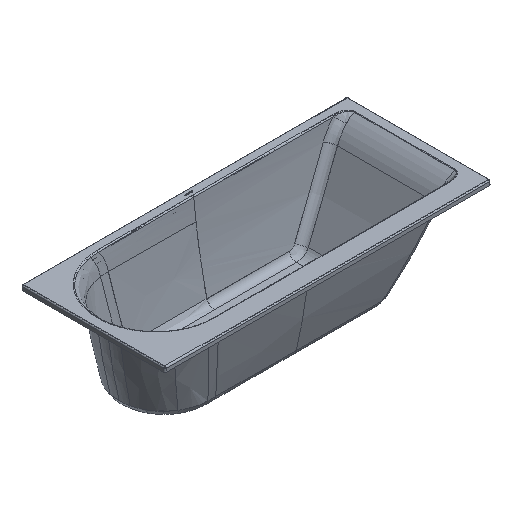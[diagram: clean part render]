
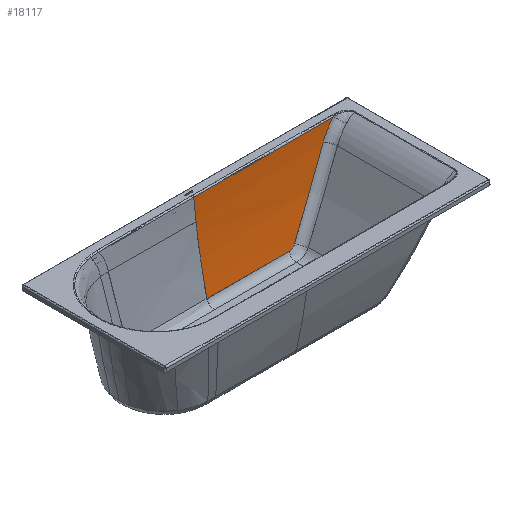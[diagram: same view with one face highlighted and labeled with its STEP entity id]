
A CAD part, isometric view. The second image highlights one B-rep face of the part: STEP entity #18117.
In plain terms, the highlighted cylindrical face has radius 3200 mm (diameter 6400 mm), a partial arc.
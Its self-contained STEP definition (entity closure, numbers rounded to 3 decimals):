
#10635=CARTESIAN_POINT('',(0.,-429.054,-230.603));
#10636=VERTEX_POINT('',#10635);
#10665=CARTESIAN_POINT('',(428.394,-429.054,-230.603));
#10666=VERTEX_POINT('',#10665);
#10667=CARTESIAN_POINT('',(0.,-429.054,-230.603));
#10668=DIRECTION('',(1.0,0.0,0.0));
#10669=VECTOR('',#10668,428.394);
#10670=LINE('',#10667,#10669);
#10671=EDGE_CURVE('',#10666,#10636,#10670,.F.);
#10753=CARTESIAN_POINT('',(460.751,-412.362,-234.435));
#10754=VERTEX_POINT('',#10753);
#10755=CARTESIAN_POINT('',(460.751,-412.362,-234.435));
#10756=CARTESIAN_POINT('',(459.829,-413.646,-234.144));
#10757=CARTESIAN_POINT('',(458.841,-414.865,-233.867));
#10758=CARTESIAN_POINT('',(457.788,-416.02,-233.603));
#10759=CARTESIAN_POINT('',(456.735,-417.175,-233.34));
#10760=CARTESIAN_POINT('',(455.618,-418.267,-233.09));
#10761=CARTESIAN_POINT('',(454.435,-419.294,-232.855));
#10762=CARTESIAN_POINT('',(453.548,-420.064,-232.679));
#10763=CARTESIAN_POINT('',(452.624,-420.798,-232.51));
#10764=CARTESIAN_POINT('',(451.662,-421.495,-232.35));
#10765=CARTESIAN_POINT('',(451.342,-421.727,-232.297));
#10766=CARTESIAN_POINT('',(451.017,-421.955,-232.244));
#10767=CARTESIAN_POINT('',(450.689,-422.178,-232.193));
#10768=CARTESIAN_POINT('',(449.379,-423.069,-231.988));
#10769=CARTESIAN_POINT('',(448.028,-423.874,-231.803));
#10770=CARTESIAN_POINT('',(446.637,-424.596,-231.636));
#10771=CARTESIAN_POINT('',(445.246,-425.318,-231.469));
#10772=CARTESIAN_POINT('',(443.814,-425.957,-231.321));
#10773=CARTESIAN_POINT('',(442.341,-426.512,-231.193));
#10774=CARTESIAN_POINT('',(441.605,-426.789,-231.129));
#10775=CARTESIAN_POINT('',(440.858,-427.045,-231.069));
#10776=CARTESIAN_POINT('',(440.101,-427.28,-231.015));
#10777=CARTESIAN_POINT('',(439.343,-427.515,-230.96));
#10778=CARTESIAN_POINT('',(438.575,-427.728,-230.911));
#10779=CARTESIAN_POINT('',(437.803,-427.917,-230.867));
#10780=CARTESIAN_POINT('',(436.261,-428.295,-230.779));
#10781=CARTESIAN_POINT('',(434.706,-428.578,-230.714));
#10782=CARTESIAN_POINT('',(433.138,-428.768,-230.67));
#10783=CARTESIAN_POINT('',(431.57,-428.957,-230.626));
#10784=CARTESIAN_POINT('',(429.989,-429.054,-230.603));
#10785=CARTESIAN_POINT('',(428.394,-429.054,-230.603));
#10786=B_SPLINE_CURVE_WITH_KNOTS('',3,(#10755,#10756,#10757,#10758,#10759,#10760,#10761,#10762,#10763,#10764,#10765,#10766,#10767,#10768,#10769,#10770,#10771,#10772,#10773,#10774,#10775,#10776,#10777,#10778,#10779,#10780,#10781,#10782,#10783,#10784,#10785),.UNSPECIFIED.,.F.,.U.,(4,3,3,3,3,3,3,3,3,3,4),(0.,7.633,15.266,20.99,22.899,30.532,38.164,41.981,45.797,53.43,61.063),.UNSPECIFIED.);
#10787=EDGE_CURVE('',#10754,#10666,#10786,.T.);
#10824=CARTESIAN_POINT('',(666.767,-85.328,-290.938));
#10825=VERTEX_POINT('',#10824);
#10826=CARTESIAN_POINT('',(666.767,-85.328,-290.938));
#10827=CARTESIAN_POINT('',(635.518,-142.276,-284.118));
#10828=CARTESIAN_POINT('',(602.709,-197.975,-275.895));
#10829=CARTESIAN_POINT('',(568.367,-252.469,-266.428));
#10830=CARTESIAN_POINT('',(534.026,-306.962,-256.962));
#10831=CARTESIAN_POINT('',(498.152,-360.251,-246.25));
#10832=CARTESIAN_POINT('',(460.751,-412.362,-234.435));
#10833=B_SPLINE_CURVE_WITH_KNOTS('',3,(#10826,#10827,#10828,#10829,#10830,#10831,#10832),.UNSPECIFIED.,.F.,.U.,(4,3,4),(0.,196.415,392.83),.UNSPECIFIED.);
#10834=EDGE_CURVE('',#10825,#10754,#10833,.T.);
#10916=CARTESIAN_POINT('',(728.853,-6.34,-299.406));
#10917=VERTEX_POINT('',#10916);
#10925=CARTESIAN_POINT('',(728.853,-6.34,-299.406));
#10926=CARTESIAN_POINT('',(724.08,-10.696,-298.994));
#10927=CARTESIAN_POINT('',(719.47,-15.181,-298.56));
#10928=CARTESIAN_POINT('',(715.019,-19.791,-298.104));
#10929=CARTESIAN_POINT('',(705.559,-29.588,-297.135));
#10930=CARTESIAN_POINT('',(696.813,-39.953,-296.064));
#10931=CARTESIAN_POINT('',(688.768,-50.875,-294.876));
#10932=CARTESIAN_POINT('',(680.724,-61.796,-293.688));
#10933=CARTESIAN_POINT('',(673.381,-73.274,-292.382));
#10934=CARTESIAN_POINT('',(666.767,-85.328,-290.938));
#10935=B_SPLINE_CURVE_WITH_KNOTS('',3,(#10925,#10926,#10927,#10928,#10929,#10930,#10931,#10932,#10933,#10934),.UNSPECIFIED.,.F.,.U.,(4,3,3,4),(57.382,74.995,112.422,149.848),.UNSPECIFIED.);
#10936=EDGE_CURVE('',#10917,#10825,#10935,.T.);
#13111=CARTESIAN_POINT('',(0.,-6.34,-299.406));
#13112=VERTEX_POINT('',#13111);
#13113=CARTESIAN_POINT('',(0.,-6.34,-299.406));
#13114=DIRECTION('',(1.0,0.0,0.0));
#13115=VECTOR('',#13114,728.853);
#13116=LINE('',#13113,#13115);
#13117=EDGE_CURVE('',#13112,#10917,#13116,.T.);
#18057=CARTESIAN_POINT('',(0.0,-305.692,-256.718));
#18058=VERTEX_POINT('',#18057);
#18059=CARTESIAN_POINT('',(0.0,295.233,2886.352));
#18060=DIRECTION('',(-1.0,0.0,0.0));
#18061=DIRECTION('',(0.0,-0.226,-0.974));
#18062=AXIS2_PLACEMENT_3D('',#18059,#18060,#18061);
#18063=CIRCLE('',#18062,3200.);
#18064=EDGE_CURVE('',#18058,#10636,#18063,.T.);
#18066=CARTESIAN_POINT('',(0.,-266.891,-263.889));
#18067=VERTEX_POINT('',#18066);
#18068=CARTESIAN_POINT('',(0.,295.233,2886.352));
#18069=DIRECTION('',(-1.,0.,0.));
#18070=DIRECTION('',(0.,-0.188,-0.982));
#18071=AXIS2_PLACEMENT_3D('',#18068,#18069,#18070);
#18072=CIRCLE('',#18071,3200.);
#18073=EDGE_CURVE('',#18067,#18058,#18072,.T.);
#18075=CARTESIAN_POINT('',(0.,-110.815,-287.782));
#18076=VERTEX_POINT('',#18075);
#18077=CARTESIAN_POINT('',(0.,295.233,2886.352));
#18078=DIRECTION('',(-1.,0.,0.));
#18079=DIRECTION('',(0.,-0.176,-0.984));
#18080=AXIS2_PLACEMENT_3D('',#18077,#18078,#18079);
#18081=CIRCLE('',#18080,3200.);
#18082=EDGE_CURVE('',#18076,#18067,#18081,.T.);
#18095=CARTESIAN_POINT('',(500000.0,295.233,2886.352));
#18096=DIRECTION('',(1.0,0.0,0.0));
#18097=DIRECTION('',(0.0,-0.226,-0.974));
#18098=AXIS2_PLACEMENT_3D('',#18095,#18096,#18097);
#18099=CYLINDRICAL_SURFACE('',#18098,3200.);
#18100=ORIENTED_EDGE('',*,*,#18082,.T.);
#18101=ORIENTED_EDGE('',*,*,#18073,.T.);
#18102=ORIENTED_EDGE('',*,*,#18064,.T.);
#18103=ORIENTED_EDGE('',*,*,#10671,.F.);
#18104=ORIENTED_EDGE('',*,*,#10787,.F.);
#18105=ORIENTED_EDGE('',*,*,#10834,.F.);
#18106=ORIENTED_EDGE('',*,*,#10936,.F.);
#18107=ORIENTED_EDGE('',*,*,#13117,.F.);
#18108=CARTESIAN_POINT('',(0.,295.233,2886.352));
#18109=DIRECTION('',(1.0,0.0,0.0));
#18110=DIRECTION('',(0.0,1.0,0.0));
#18111=AXIS2_PLACEMENT_3D('',#18108,#18109,#18110);
#18112=CIRCLE('',#18111,3200.0);
#18113=EDGE_CURVE('',#13112,#18076,#18112,.F.);
#18114=ORIENTED_EDGE('',*,*,#18113,.T.);
#18115=EDGE_LOOP('',(#18100,#18101,#18102,#18103,#18104,#18105,#18106,#18107,#18114));
#18116=FACE_OUTER_BOUND('',#18115,.T.);
#18117=ADVANCED_FACE('',(#18116),#18099,.F.);
